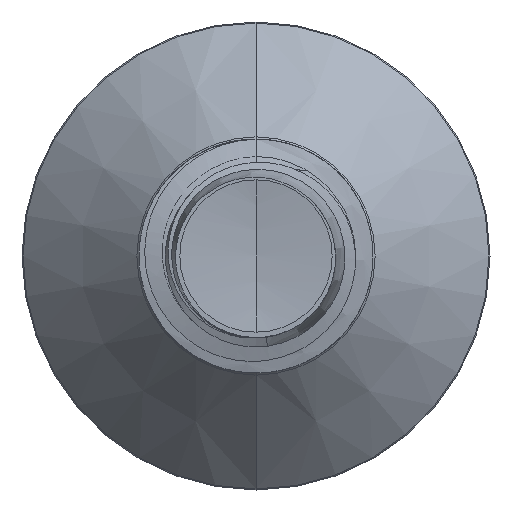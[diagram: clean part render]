
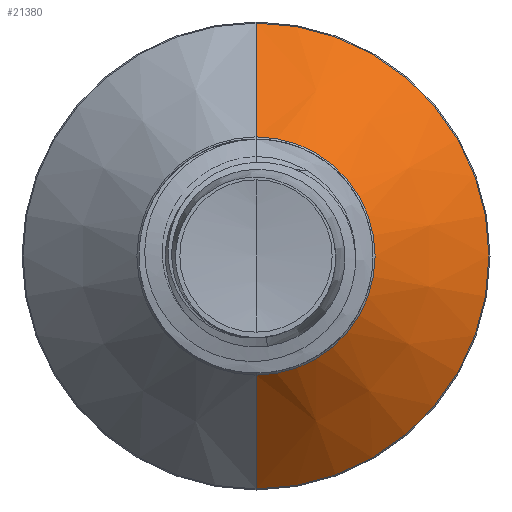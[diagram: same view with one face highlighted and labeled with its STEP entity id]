
A CAD part, front view. The second image highlights one B-rep face of the part: STEP entity #21380.
In plain terms, the highlighted conical face has half-angle 45 degrees and reference radius 1.782 mm.
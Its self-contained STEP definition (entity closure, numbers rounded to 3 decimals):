
#852 = CARTESIAN_POINT ( 'NONE',  ( 0., 16.632, 1.782 ) ) ;
#1417 = LINE ( 'NONE', #19171, #15491 ) ;
#1651 = DIRECTION ( 'NONE',  ( 0., 0., 1. ) ) ;
#2303 = DIRECTION ( 'NONE',  ( 0., 0.707, -0.707 ) ) ;
#4281 = ORIENTED_EDGE ( 'NONE', *, *, #35696, .T. ) ;
#4767 = VERTEX_POINT ( 'NONE', #5610 ) ;
#5610 = CARTESIAN_POINT ( 'NONE',  ( 0., 16.632, -1.782 ) ) ;
#5677 = ORIENTED_EDGE ( 'NONE', *, *, #23212, .T. ) ;
#7348 = FACE_OUTER_BOUND ( 'NONE', #16060, .T. ) ;
#7882 = EDGE_CURVE ( 'NONE', #31557, #32855, #31510, .T. ) ;
#8987 = CIRCLE ( 'NONE', #21917, 3.485 ) ;
#9240 = AXIS2_PLACEMENT_3D ( 'NONE', #35340, #18506, #1651 ) ;
#9438 = DIRECTION ( 'NONE',  ( 0., 1., 0. ) ) ;
#9618 = ORIENTED_EDGE ( 'NONE', *, *, #14849, .F. ) ;
#12324 = DIRECTION ( 'NONE',  ( 0., 0.707, 0.707 ) ) ;
#13681 = CARTESIAN_POINT ( 'NONE',  ( 0., 18.335, -3.485 ) ) ;
#14069 = DIRECTION ( 'NONE',  ( 0., 1., 0. ) ) ;
#14849 = EDGE_CURVE ( 'NONE', #32855, #33352, #8987, .T. ) ;
#15320 = CARTESIAN_POINT ( 'NONE',  ( 0., 18.335, 3.485 ) ) ;
#15491 = VECTOR ( 'NONE', #2303, 1000. ) ;
#16060 = EDGE_LOOP ( 'NONE', ( #5677, #4281, #9618, #17442 ) ) ;
#17442 = ORIENTED_EDGE ( 'NONE', *, *, #7882, .F. ) ;
#18066 = DIRECTION ( 'NONE',  ( 0., 0., 1. ) ) ;
#18506 = DIRECTION ( 'NONE',  ( 0., 1., 0. ) ) ;
#19171 = CARTESIAN_POINT ( 'NONE',  ( 0., 16.632, -1.782 ) ) ;
#21380 = ADVANCED_FACE ( 'NONE', ( #7348 ), #35529, .T. ) ;
#21917 = AXIS2_PLACEMENT_3D ( 'NONE', #30928, #14069, #33760 ) ;
#23212 = EDGE_CURVE ( 'NONE', #31557, #4767, #35071, .T. ) ;
#24045 = VECTOR ( 'NONE', #12324, 1000. ) ;
#27622 = AXIS2_PLACEMENT_3D ( 'NONE', #29127, #9438, #18066 ) ;
#29127 = CARTESIAN_POINT ( 'NONE',  ( 0., 16.632, 0. ) ) ;
#30928 = CARTESIAN_POINT ( 'NONE',  ( 0., 18.335, 0. ) ) ;
#31510 = LINE ( 'NONE', #32012, #24045 ) ;
#31557 = VERTEX_POINT ( 'NONE', #852 ) ;
#32012 = CARTESIAN_POINT ( 'NONE',  ( 0., 16.632, 1.782 ) ) ;
#32855 = VERTEX_POINT ( 'NONE', #15320 ) ;
#33352 = VERTEX_POINT ( 'NONE', #13681 ) ;
#33760 = DIRECTION ( 'NONE',  ( 0., 0., 1. ) ) ;
#35071 = CIRCLE ( 'NONE', #9240, 1.782 ) ;
#35340 = CARTESIAN_POINT ( 'NONE',  ( 0., 16.632, 0. ) ) ;
#35529 = CONICAL_SURFACE ( 'NONE', #27622, 1.782, 0.785 ) ;
#35696 = EDGE_CURVE ( 'NONE', #4767, #33352, #1417, .T. ) ;
